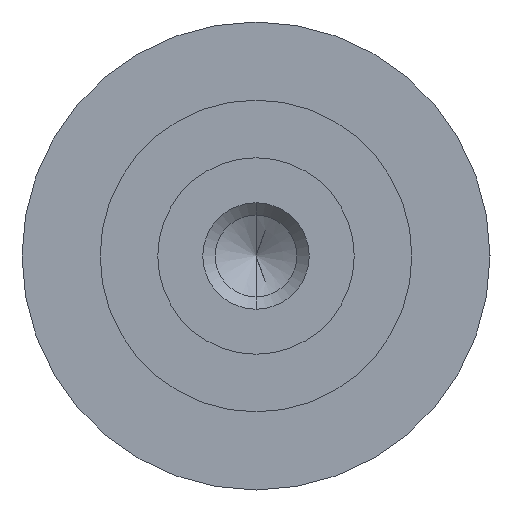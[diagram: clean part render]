
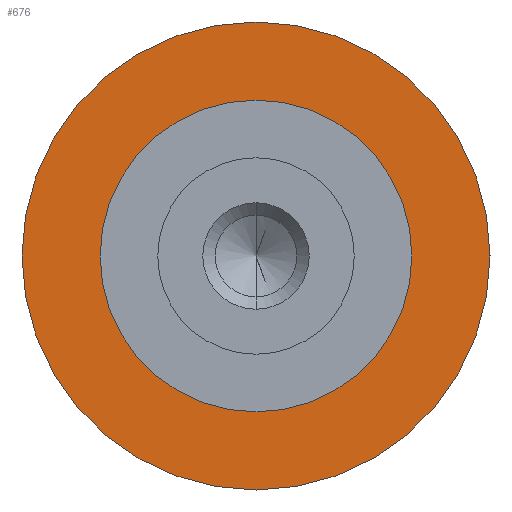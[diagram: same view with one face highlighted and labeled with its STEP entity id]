
A CAD part, left-side view. The second image highlights one B-rep face of the part: STEP entity #676.
In plain terms, the highlighted planar face has unit normal (-1, 0, 0).
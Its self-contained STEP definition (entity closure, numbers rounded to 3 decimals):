
#48 = VERTEX_POINT ( 'NONE', #696 ) ;
#72 = FACE_BOUND ( 'NONE', #434, .T. ) ;
#75 = DIRECTION ( 'NONE',  ( 0., -1., 0. ) ) ;
#88 = CARTESIAN_POINT ( 'NONE',  ( 5., 0., 0. ) ) ;
#140 = CARTESIAN_POINT ( 'NONE',  ( 5., 0., 0. ) ) ;
#168 = AXIS2_PLACEMENT_3D ( 'NONE', #439, #384, #633 ) ;
#180 = AXIS2_PLACEMENT_3D ( 'NONE', #618, #360, #223 ) ;
#218 = EDGE_CURVE ( 'NONE', #48, #421, #640, .T. ) ;
#220 = DIRECTION ( 'NONE',  ( -1., 0., 0. ) ) ;
#223 = DIRECTION ( 'NONE',  ( 0., -1., 0. ) ) ;
#236 = VERTEX_POINT ( 'NONE', #597 ) ;
#239 = CIRCLE ( 'NONE', #168, 9.525 ) ;
#271 = PLANE ( 'NONE',  #677 ) ;
#272 = DIRECTION ( 'NONE',  ( 0., -1., 0. ) ) ;
#276 = ORIENTED_EDGE ( 'NONE', *, *, #821, .T. ) ;
#285 = ORIENTED_EDGE ( 'NONE', *, *, #218, .F. ) ;
#298 = EDGE_LOOP ( 'NONE', ( #276, #466 ) ) ;
#304 = VERTEX_POINT ( 'NONE', #363 ) ;
#333 = FACE_OUTER_BOUND ( 'NONE', #298, .T. ) ;
#347 = CARTESIAN_POINT ( 'NONE',  ( 5., 0., 0. ) ) ;
#350 = DIRECTION ( 'NONE',  ( -1., 0., 0. ) ) ;
#360 = DIRECTION ( 'NONE',  ( -1., 0., 0. ) ) ;
#363 = CARTESIAN_POINT ( 'NONE',  ( 5., -14.3, 0. ) ) ;
#372 = AXIS2_PLACEMENT_3D ( 'NONE', #88, #350, #792 ) ;
#384 = DIRECTION ( 'NONE',  ( -1., 0., 0. ) ) ;
#421 = VERTEX_POINT ( 'NONE', #699 ) ;
#424 = ORIENTED_EDGE ( 'NONE', *, *, #481, .F. ) ;
#434 = EDGE_LOOP ( 'NONE', ( #424, #285 ) ) ;
#439 = CARTESIAN_POINT ( 'NONE',  ( 5., 0., 0. ) ) ;
#466 = ORIENTED_EDGE ( 'NONE', *, *, #625, .T. ) ;
#481 = EDGE_CURVE ( 'NONE', #421, #48, #239, .T. ) ;
#595 = CIRCLE ( 'NONE', #372, 14.3 ) ;
#597 = CARTESIAN_POINT ( 'NONE',  ( 5., 14.3, 0. ) ) ;
#618 = CARTESIAN_POINT ( 'NONE',  ( 5., 0., 0. ) ) ;
#625 = EDGE_CURVE ( 'NONE', #304, #236, #595, .T. ) ;
#633 = DIRECTION ( 'NONE',  ( 0., -1., 0. ) ) ;
#640 = CIRCLE ( 'NONE', #738, 9.525 ) ;
#652 = DIRECTION ( 'NONE',  ( -1., 0., 0. ) ) ;
#676 = ADVANCED_FACE ( 'NONE', ( #72, #333 ), #271, .T. ) ;
#677 = AXIS2_PLACEMENT_3D ( 'NONE', #140, #652, #75 ) ;
#696 = CARTESIAN_POINT ( 'NONE',  ( 5., 9.525, 0. ) ) ;
#699 = CARTESIAN_POINT ( 'NONE',  ( 5., -9.525, 0. ) ) ;
#738 = AXIS2_PLACEMENT_3D ( 'NONE', #347, #220, #272 ) ;
#792 = DIRECTION ( 'NONE',  ( 0., -1., 0. ) ) ;
#813 = CIRCLE ( 'NONE', #180, 14.3 ) ;
#821 = EDGE_CURVE ( 'NONE', #236, #304, #813, .T. ) ;
